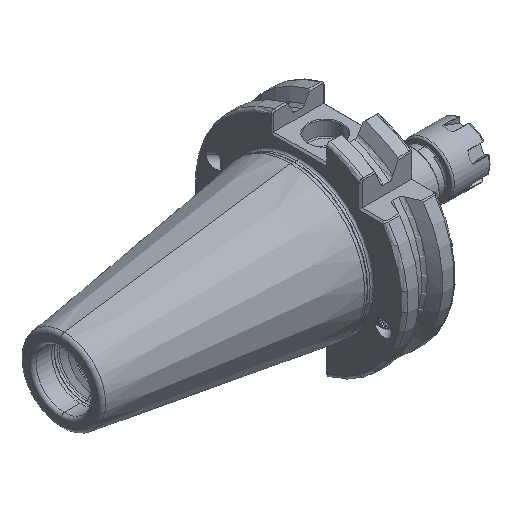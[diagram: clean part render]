
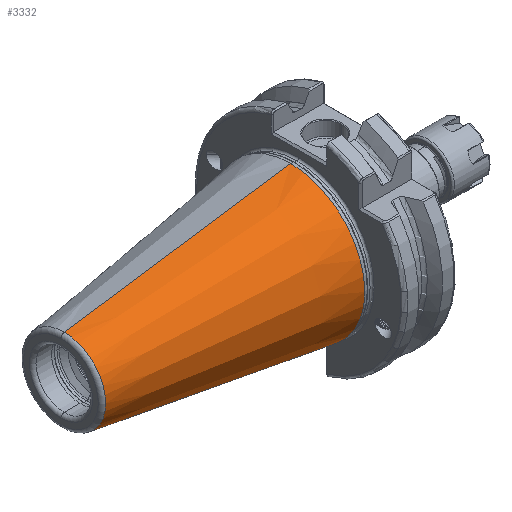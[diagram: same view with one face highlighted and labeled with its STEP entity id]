
A CAD part, isometric view. The second image highlights one B-rep face of the part: STEP entity #3332.
In plain terms, the highlighted conical face has half-angle 8.297 degrees and reference radius 22.692 mm.
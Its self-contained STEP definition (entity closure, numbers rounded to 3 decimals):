
#444 = EDGE_CURVE ( 'NONE', #2352, #2321, #27178, .T. ) ;
#452 = EDGE_CURVE ( 'NONE', #25620, #25592, #27201, .T. ) ;
#1625 = CARTESIAN_POINT ( 'NONE',  ( -2.5, 0., -22.327 ) ) ;
#1737 = CARTESIAN_POINT ( 'NONE',  ( -2.5, 0., 22.327 ) ) ;
#2321 = VERTEX_POINT ( 'NONE', #9125 ) ;
#2352 = VERTEX_POINT ( 'NONE', #25300 ) ;
#2503 = CARTESIAN_POINT ( 'NONE',  ( -70.573, 0., 0. ) ) ;
#2532 = DIRECTION ( 'NONE',  ( 1., 0., 0. ) ) ;
#2541 = DIRECTION ( 'NONE',  ( 0., 0., 1. ) ) ;
#2565 = DIRECTION ( 'NONE',  ( 1., 0., 0. ) ) ;
#2566 = DIRECTION ( 'NONE',  ( 0., 0., -1. ) ) ;
#2596 = CARTESIAN_POINT ( 'NONE',  ( -2.5, 0., 0. ) ) ;
#3332 = ADVANCED_FACE ( 'NONE', ( #27038 ), #27029, .T. ) ;
#3667 = EDGE_LOOP ( 'NONE', ( #14371, #14286, #14328, #14300 ) ) ;
#7765 = AXIS2_PLACEMENT_3D ( 'NONE', #2503, #2532, #2541 ) ;
#7767 = AXIS2_PLACEMENT_3D ( 'NONE', #2596, #2565, #2566 ) ;
#8275 = AXIS2_PLACEMENT_3D ( 'NONE', #12575, #12561, #12592 ) ;
#9125 = CARTESIAN_POINT ( 'NONE',  ( -70.573, 0., -12.4 ) ) ;
#12561 = DIRECTION ( 'NONE',  ( 1., 0., 0. ) ) ;
#12575 = CARTESIAN_POINT ( 'NONE',  ( 0., 0., 0. ) ) ;
#12592 = DIRECTION ( 'NONE',  ( 0., 0., -1. ) ) ;
#14286 = ORIENTED_EDGE ( 'NONE', *, *, #444, .T. ) ;
#14300 = ORIENTED_EDGE ( 'NONE', *, *, #452, .F. ) ;
#14328 = ORIENTED_EDGE ( 'NONE', *, *, #14831, .T. ) ;
#14371 = ORIENTED_EDGE ( 'NONE', *, *, #14918, .F. ) ;
#14831 = EDGE_CURVE ( 'NONE', #2321, #25592, #19614, .T. ) ;
#14918 = EDGE_CURVE ( 'NONE', #2352, #25620, #19740, .T. ) ;
#19612 = VECTOR ( 'NONE', #22129, 1000. ) ;
#19614 = LINE ( 'NONE', #22135, #19612 ) ;
#19719 = VECTOR ( 'NONE', #21639, 1000. ) ;
#19740 = LINE ( 'NONE', #21660, #19719 ) ;
#21639 = DIRECTION ( 'NONE',  ( 0.99, 0., 0.144 ) ) ;
#21660 = CARTESIAN_POINT ( 'NONE',  ( 0., 0., 22.692 ) ) ;
#22129 = DIRECTION ( 'NONE',  ( 0.99, 0., -0.144 ) ) ;
#22135 = CARTESIAN_POINT ( 'NONE',  ( 0., 0., -22.692 ) ) ;
#25300 = CARTESIAN_POINT ( 'NONE',  ( -70.573, 0., 12.4 ) ) ;
#25592 = VERTEX_POINT ( 'NONE', #1625 ) ;
#25620 = VERTEX_POINT ( 'NONE', #1737 ) ;
#27029 = CONICAL_SURFACE ( 'NONE', #8275, 22.692, 0.145 ) ;
#27038 = FACE_OUTER_BOUND ( 'NONE', #3667, .T. ) ;
#27178 = CIRCLE ( 'NONE', #7765, 12.4 ) ;
#27201 = CIRCLE ( 'NONE', #7767, 22.327 ) ;
